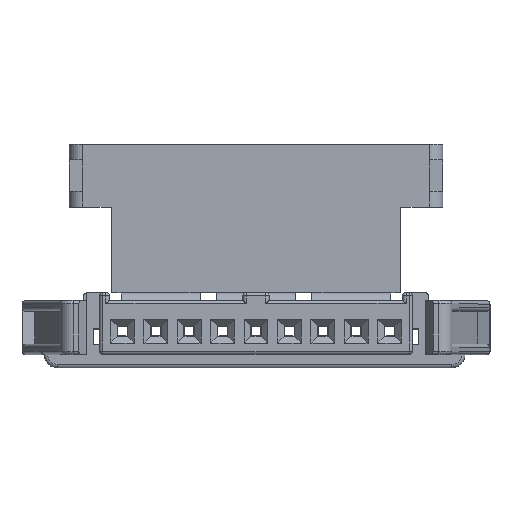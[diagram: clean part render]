
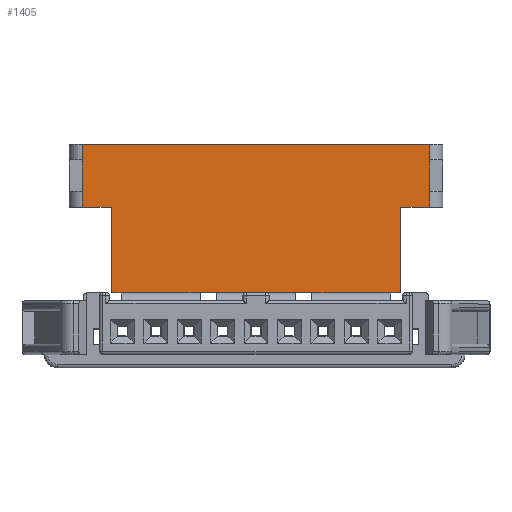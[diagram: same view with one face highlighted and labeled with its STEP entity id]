
A CAD part, top view. The second image highlights one B-rep face of the part: STEP entity #1405.
In plain terms, the highlighted planar face has unit normal (0, 0, 1).
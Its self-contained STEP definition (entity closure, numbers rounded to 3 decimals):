
#1405=ADVANCED_FACE('',(#2639),#2128,.T.);
#2128=PLANE('',#14194);
#2639=FACE_OUTER_BOUND('',#3396,.T.);
#3396=EDGE_LOOP('',(#5926,#5927,#5928,#5929,#5930,#5931,#5932,#5933,#5934,
#5935,#5936,#5937,#5938,#5939,#5940,#5941,#5942,#5943));
#5926=ORIENTED_EDGE('',*,*,#10090,.T.);
#5927=ORIENTED_EDGE('',*,*,#10091,.T.);
#5928=ORIENTED_EDGE('',*,*,#10092,.T.);
#5929=ORIENTED_EDGE('',*,*,#10093,.T.);
#5930=ORIENTED_EDGE('',*,*,#10094,.F.);
#5931=ORIENTED_EDGE('',*,*,#10095,.F.);
#5932=ORIENTED_EDGE('',*,*,#10096,.F.);
#5933=ORIENTED_EDGE('',*,*,#10097,.F.);
#5934=ORIENTED_EDGE('',*,*,#10098,.F.);
#5935=ORIENTED_EDGE('',*,*,#10099,.F.);
#5936=ORIENTED_EDGE('',*,*,#10100,.F.);
#5937=ORIENTED_EDGE('',*,*,#10101,.F.);
#5938=ORIENTED_EDGE('',*,*,#10102,.F.);
#5939=ORIENTED_EDGE('',*,*,#10037,.T.);
#5940=ORIENTED_EDGE('',*,*,#10103,.F.);
#5941=ORIENTED_EDGE('',*,*,#10104,.T.);
#5942=ORIENTED_EDGE('',*,*,#10105,.F.);
#5943=ORIENTED_EDGE('',*,*,#10106,.T.);
#8493=VERTEX_POINT('',#21168);
#8494=VERTEX_POINT('',#21170);
#8546=VERTEX_POINT('',#21278);
#8547=VERTEX_POINT('',#21279);
#8548=VERTEX_POINT('',#21281);
#8549=VERTEX_POINT('',#21283);
#8550=VERTEX_POINT('',#21285);
#8551=VERTEX_POINT('',#21287);
#8552=VERTEX_POINT('',#21289);
#8553=VERTEX_POINT('',#21291);
#8554=VERTEX_POINT('',#21293);
#8555=VERTEX_POINT('',#21295);
#8556=VERTEX_POINT('',#21297);
#8557=VERTEX_POINT('',#21299);
#8558=VERTEX_POINT('',#21301);
#8559=VERTEX_POINT('',#21304);
#8560=VERTEX_POINT('',#21306);
#8561=VERTEX_POINT('',#21308);
#10037=EDGE_CURVE('',#8494,#8493,#11848,.T.);
#10090=EDGE_CURVE('',#8546,#8547,#11899,.T.);
#10091=EDGE_CURVE('',#8547,#8548,#11900,.T.);
#10092=EDGE_CURVE('',#8548,#8549,#11901,.T.);
#10093=EDGE_CURVE('',#8549,#8550,#11902,.T.);
#10094=EDGE_CURVE('',#8551,#8550,#11903,.T.);
#10095=EDGE_CURVE('',#8552,#8551,#11904,.T.);
#10096=EDGE_CURVE('',#8553,#8552,#11905,.T.);
#10097=EDGE_CURVE('',#8554,#8553,#11906,.T.);
#10098=EDGE_CURVE('',#8555,#8554,#11907,.T.);
#10099=EDGE_CURVE('',#8556,#8555,#11908,.T.);
#10100=EDGE_CURVE('',#8557,#8556,#11909,.T.);
#10101=EDGE_CURVE('',#8558,#8557,#11910,.T.);
#10102=EDGE_CURVE('',#8494,#8558,#11911,.T.);
#10103=EDGE_CURVE('',#8559,#8493,#11912,.T.);
#10104=EDGE_CURVE('',#8559,#8560,#11913,.T.);
#10105=EDGE_CURVE('',#8561,#8560,#11914,.T.);
#10106=EDGE_CURVE('',#8561,#8546,#11915,.T.);
#11848=LINE('',#21169,#13422);
#11899=LINE('',#21277,#13473);
#11900=LINE('',#21280,#13474);
#11901=LINE('',#21282,#13475);
#11902=LINE('',#21284,#13476);
#11903=LINE('',#21286,#13477);
#11904=LINE('',#21288,#13478);
#11905=LINE('',#21290,#13479);
#11906=LINE('',#21292,#13480);
#11907=LINE('',#21294,#13481);
#11908=LINE('',#21296,#13482);
#11909=LINE('',#21298,#13483);
#11910=LINE('',#21300,#13484);
#11911=LINE('',#21302,#13485);
#11912=LINE('',#21303,#13486);
#11913=LINE('',#21305,#13487);
#11914=LINE('',#21307,#13488);
#11915=LINE('',#21309,#13489);
#13422=VECTOR('',#16929,1.);
#13473=VECTOR('',#16990,1.);
#13474=VECTOR('',#16991,1.);
#13475=VECTOR('',#16992,1.);
#13476=VECTOR('',#16993,1.);
#13477=VECTOR('',#16994,1.);
#13478=VECTOR('',#16995,1.);
#13479=VECTOR('',#16996,1.);
#13480=VECTOR('',#16997,1.);
#13481=VECTOR('',#16998,1.);
#13482=VECTOR('',#16999,1.);
#13483=VECTOR('',#17000,1.);
#13484=VECTOR('',#17001,1.);
#13485=VECTOR('',#17002,1.);
#13486=VECTOR('',#17003,1.);
#13487=VECTOR('',#17004,1.);
#13488=VECTOR('',#17005,1.);
#13489=VECTOR('',#17006,1.);
#14194=AXIS2_PLACEMENT_3D('',#21310,#17007,#17008);
#16929=DIRECTION('',(0.,1.,0.));
#16990=DIRECTION('',(-1.,0.,0.));
#16991=DIRECTION('',(0.,-1.,0.));
#16992=DIRECTION('',(0.,-1.,0.));
#16993=DIRECTION('',(0.,-1.,0.));
#16994=DIRECTION('',(-1.,0.,0.));
#16995=DIRECTION('',(0.,1.,0.));
#16996=DIRECTION('',(-1.,0.,0.));
#16997=DIRECTION('',(-1.,0.,0.));
#16998=DIRECTION('',(-1.,0.,0.));
#16999=DIRECTION('',(-1.,0.,0.));
#17000=DIRECTION('',(-1.,0.,0.));
#17001=DIRECTION('',(-1.,0.,0.));
#17002=DIRECTION('',(-1.,0.,0.));
#17003=DIRECTION('',(-1.,0.,0.));
#17004=DIRECTION('',(0.,1.,0.));
#17005=DIRECTION('',(0.,-1.,0.));
#17006=DIRECTION('',(0.,1.,0.));
#17007=DIRECTION('',(0.,0.,1.));
#17008=DIRECTION('',(1.,0.,0.));
#21168=CARTESIAN_POINT('',(23.9,12.2,24.9));
#21169=CARTESIAN_POINT('',(23.9,17.,24.9));
#21170=CARTESIAN_POINT('',(23.9,5.7,24.9));
#21277=CARTESIAN_POINT('',(23.9,17.,24.9));
#21278=CARTESIAN_POINT('',(26.1,17.,24.9));
#21279=CARTESIAN_POINT('',(-0.3,17.,24.9));
#21280=CARTESIAN_POINT('',(-0.3,5.7,24.9));
#21281=CARTESIAN_POINT('',(-0.3,15.8,24.9));
#21282=CARTESIAN_POINT('',(-0.3,15.8,24.9));
#21283=CARTESIAN_POINT('',(-0.3,13.4,24.9));
#21284=CARTESIAN_POINT('',(-0.3,5.7,24.9));
#21285=CARTESIAN_POINT('',(-0.3,12.2,24.9));
#21286=CARTESIAN_POINT('',(-0.3,12.2,24.9));
#21287=CARTESIAN_POINT('',(1.9,12.2,24.9));
#21288=CARTESIAN_POINT('',(1.9,17.,24.9));
#21289=CARTESIAN_POINT('',(1.9,5.7,24.9));
#21290=CARTESIAN_POINT('',(23.9,5.7,24.9));
#21291=CARTESIAN_POINT('',(2.65,5.7,24.9));
#21292=CARTESIAN_POINT('',(8.65,5.7,24.9));
#21293=CARTESIAN_POINT('',(8.65,5.7,24.9));
#21294=CARTESIAN_POINT('',(23.9,5.7,24.9));
#21295=CARTESIAN_POINT('',(9.9,5.7,24.9));
#21296=CARTESIAN_POINT('',(15.9,5.7,24.9));
#21297=CARTESIAN_POINT('',(15.9,5.7,24.9));
#21298=CARTESIAN_POINT('',(23.9,5.7,24.9));
#21299=CARTESIAN_POINT('',(17.15,5.7,24.9));
#21300=CARTESIAN_POINT('',(23.15,5.7,24.9));
#21301=CARTESIAN_POINT('',(23.15,5.7,24.9));
#21302=CARTESIAN_POINT('',(23.9,5.7,24.9));
#21303=CARTESIAN_POINT('',(23.9,12.2,24.9));
#21304=CARTESIAN_POINT('',(26.1,12.2,24.9));
#21305=CARTESIAN_POINT('',(26.1,5.7,24.9));
#21306=CARTESIAN_POINT('',(26.1,13.4,24.9));
#21307=CARTESIAN_POINT('',(26.1,15.8,24.9));
#21308=CARTESIAN_POINT('',(26.1,15.8,24.9));
#21309=CARTESIAN_POINT('',(26.1,5.7,24.9));
#21310=CARTESIAN_POINT('',(23.9,5.7,24.9));
